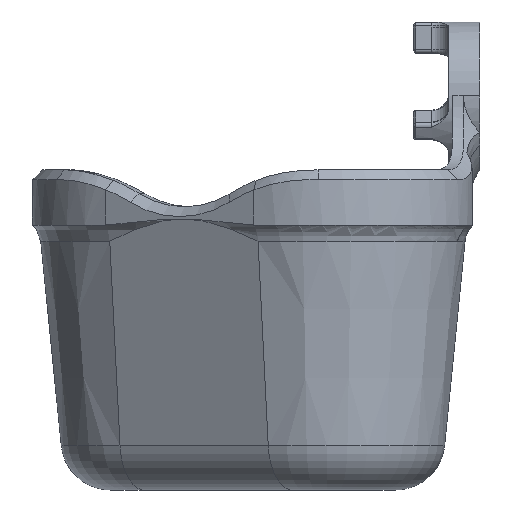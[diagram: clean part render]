
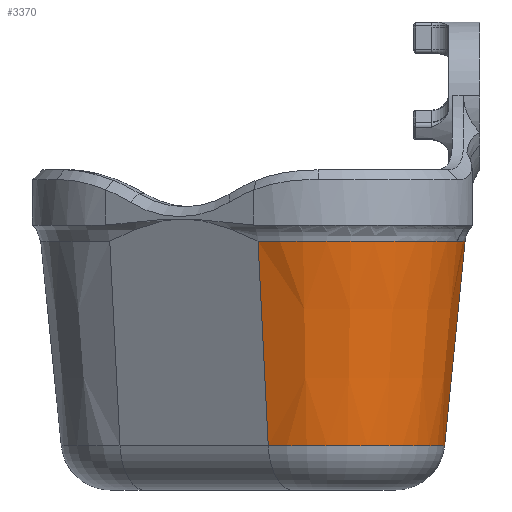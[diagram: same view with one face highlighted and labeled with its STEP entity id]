
A CAD part, left-side view. The second image highlights one B-rep face of the part: STEP entity #3370.
In plain terms, the highlighted conical face has half-angle 5.711 degrees and reference radius 5.694 mm.
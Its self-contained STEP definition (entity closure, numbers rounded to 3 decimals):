
#157=CONICAL_SURFACE('',#3794,5.694,0.1);
#344=FACE_OUTER_BOUND('',#554,.T.);
#554=EDGE_LOOP('',(#2961,#2962,#2963,#2964));
#781=CIRCLE('',#3634,4.774);
#864=CIRCLE('',#3790,5.604);
#999=LINE('',#5825,#1201);
#1070=LINE('',#6454,#1272);
#1201=VECTOR('',#4419,1000.);
#1272=VECTOR('',#4788,1000.);
#1453=VERTEX_POINT('',#5792);
#1455=VERTEX_POINT('',#5796);
#1464=VERTEX_POINT('',#5824);
#1564=VERTEX_POINT('',#6447);
#1857=EDGE_CURVE('',#1455,#1453,#781,.T.);
#1870=EDGE_CURVE('',#1464,#1453,#999,.T.);
#2043=EDGE_CURVE('',#1464,#1564,#864,.F.);
#2047=EDGE_CURVE('',#1455,#1564,#1070,.T.);
#2961=ORIENTED_EDGE('',*,*,#2047,.T.);
#2962=ORIENTED_EDGE('',*,*,#2043,.F.);
#2963=ORIENTED_EDGE('',*,*,#1870,.T.);
#2964=ORIENTED_EDGE('',*,*,#1857,.F.);
#3370=ADVANCED_FACE('',(#344),#157,.T.);
#3634=AXIS2_PLACEMENT_3D('',#5798,#4389,#4390);
#3790=AXIS2_PLACEMENT_3D('',#6448,#4777,#4778);
#3794=AXIS2_PLACEMENT_3D('',#6453,#4786,#4787);
#4389=DIRECTION('center_axis',(0.,0.,-1.));
#4390=DIRECTION('ref_axis',(-1.,0.,0.));
#4419=DIRECTION('',(0.086,-0.05,-0.995));
#4777=DIRECTION('center_axis',(0.,0.,-1.));
#4778=DIRECTION('ref_axis',(-1.,0.,0.));
#4786=DIRECTION('center_axis',(0.,0.,1.));
#4787=DIRECTION('ref_axis',(-1.,0.,0.));
#4788=DIRECTION('',(0.,-0.1,0.995));
#5792=CARTESIAN_POINT('',(-7.609,0.381,-1.199));
#5796=CARTESIAN_POINT('',(-3.475,-6.78,-1.199));
#5798=CARTESIAN_POINT('Origin',(-3.475,-2.006,-1.199));
#5824=CARTESIAN_POINT('',(-8.328,0.796,7.1));
#5825=CARTESIAN_POINT('',(-8.406,0.841,8.));
#6447=CARTESIAN_POINT('',(-3.475,-7.61,7.1));
#6448=CARTESIAN_POINT('Origin',(-3.475,-2.006,7.1));
#6453=CARTESIAN_POINT('Origin',(-3.475,-2.006,8.));
#6454=CARTESIAN_POINT('',(-3.475,-6.7,-2.));
